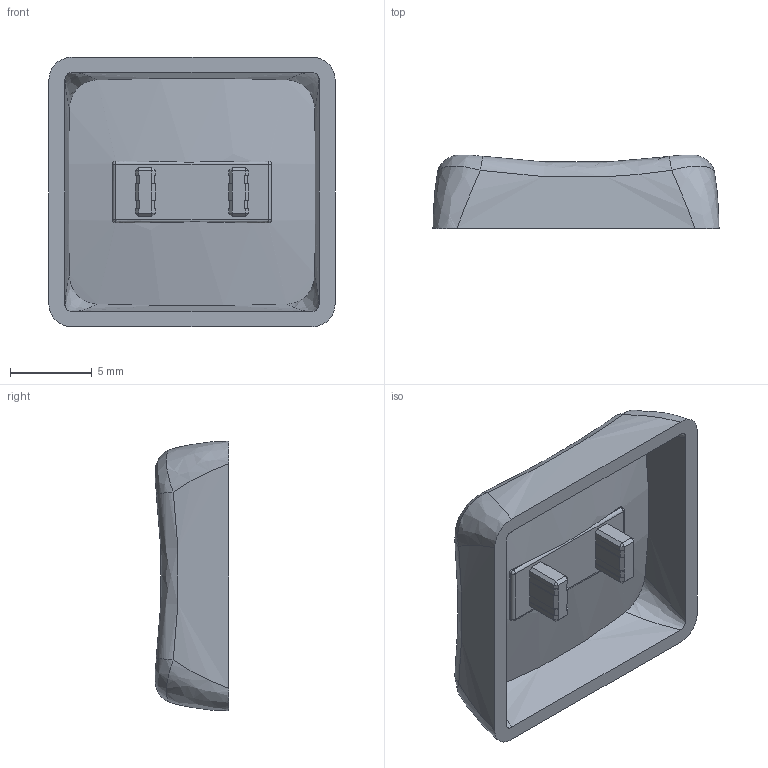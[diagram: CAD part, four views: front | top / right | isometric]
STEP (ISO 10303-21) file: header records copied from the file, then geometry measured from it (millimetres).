
FILE_DESCRIPTION(/* description */ (''),/* implementation_level */ '2;1');
FILE_NAME(/* name */ 'Choc-cs-homing-bar-center.step',/* time_stamp */ '2022-11-01T18:01:56+02:00',/* author */ (''),/* organization */ (''),/* preprocessor_version */ 'ST-DEVELOPER v19.2',/* originating_system */ 'Autodesk Translation Framework v11.17.0.187',/* authorisation */ '');
FILE_SCHEMA (('AUTOMOTIVE_DESIGN { 1 0 10303 214 3 1 1 }'));
Length unit declared in the file: millimetre
Products named in the file (1): cs-homing-bar-center
Bounding box: 17.45 x 4.48 x 16.45 mm (x, y, z)
Volume: 493.8 mm3; surface area: 986.3 mm2
Topology: 1 solids, 1 shells, 141 faces, 376 edges, 242 vertices
Faces by surface type: plane 90, bspline 51
Entity records: 5920 total; most frequent: CARTESIAN_POINT 2723, ORIENTED_EDGE 752, DIRECTION 488, EDGE_CURVE 376, LINE 242, VECTOR 242, VERTEX_POINT 242, EDGE_LOOP 146
